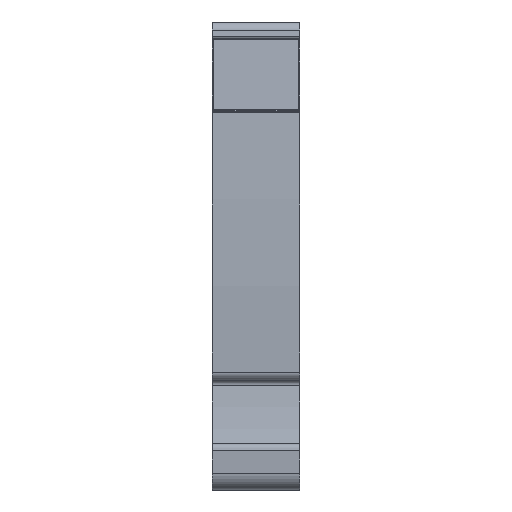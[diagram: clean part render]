
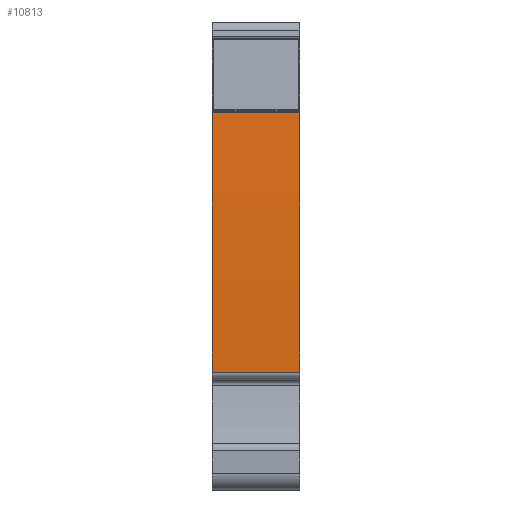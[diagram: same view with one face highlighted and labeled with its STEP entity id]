
A CAD part, front view. The second image highlights one B-rep face of the part: STEP entity #10813.
In plain terms, the highlighted cylindrical face has radius 240 mm (diameter 480 mm), a partial arc.
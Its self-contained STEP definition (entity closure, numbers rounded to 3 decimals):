
#1854=AXIS2_PLACEMENT_3D('Circle Axis2P3D',#1852,#1853,$) ;
#10793=AXIS2_PLACEMENT_3D('Cylinder Axis2P3D',#10790,#10791,#10792) ;
#10797=AXIS2_PLACEMENT_3D('Circle Axis2P3D',#10795,#10796,$) ;
#1849=CARTESIAN_POINT('Vertex',(10.,1.73,42.906)) ;
#1852=CARTESIAN_POINT('Axis2P3D Location',(10.,241.169,26.5)) ;
#1856=CARTESIAN_POINT('Vertex',(10.,1.527,13.395)) ;
#10774=CARTESIAN_POINT('Vertex',(0.,1.73,42.906)) ;
#10777=CARTESIAN_POINT('Line Origine',(5.05,1.73,42.906)) ;
#10790=CARTESIAN_POINT('Axis2P3D Location',(5.61,241.169,26.5)) ;
#10795=CARTESIAN_POINT('Axis2P3D Location',(0.,241.169,26.5)) ;
#10799=CARTESIAN_POINT('Vertex',(0.,1.527,13.395)) ;
#10802=CARTESIAN_POINT('Line Origine',(5.61,1.527,13.395)) ;
#1853=DIRECTION('Axis2P3D Direction',(1.,0.,0.)) ;
#10778=DIRECTION('Vector Direction',(1.,0.,0.)) ;
#10791=DIRECTION('Axis2P3D Direction',(-1.,0.,0.)) ;
#10792=DIRECTION('Axis2P3D XDirection',(0.,-0.999,-0.055)) ;
#10796=DIRECTION('Axis2P3D Direction',(-1.,0.,0.)) ;
#10803=DIRECTION('Vector Direction',(-1.,0.,0.)) ;
#10779=VECTOR('Line Direction',#10778,1.) ;
#10804=VECTOR('Line Direction',#10803,1.) ;
#10808=ORIENTED_EDGE('',*,*,#10801,.F.) ;
#10809=ORIENTED_EDGE('',*,*,#10806,.T.) ;
#10810=ORIENTED_EDGE('',*,*,#1858,.T.) ;
#10811=ORIENTED_EDGE('',*,*,#10781,.F.) ;
#10813=ADVANCED_FACE('MLD',(#10812),#10794,.T.) ;
#1855=CIRCLE('generated circle',#1854,240.) ;
#10798=CIRCLE('generated circle',#10797,240.) ;
#10794=CYLINDRICAL_SURFACE('generated cylinder',#10793,240.) ;
#1858=EDGE_CURVE('',#1857,#1850,#1855,.F.) ;
#10781=EDGE_CURVE('',#10775,#1850,#10780,.T.) ;
#10801=EDGE_CURVE('',#10800,#10775,#10798,.T.) ;
#10806=EDGE_CURVE('',#10800,#1857,#10805,.F.) ;
#10807=EDGE_LOOP('',(#10808,#10809,#10810,#10811)) ;
#10812=FACE_OUTER_BOUND('',#10807,.T.) ;
#10780=LINE('Line',#10777,#10779) ;
#10805=LINE('Line',#10802,#10804) ;
#1850=VERTEX_POINT('',#1849) ;
#1857=VERTEX_POINT('',#1856) ;
#10775=VERTEX_POINT('',#10774) ;
#10800=VERTEX_POINT('',#10799) ;
